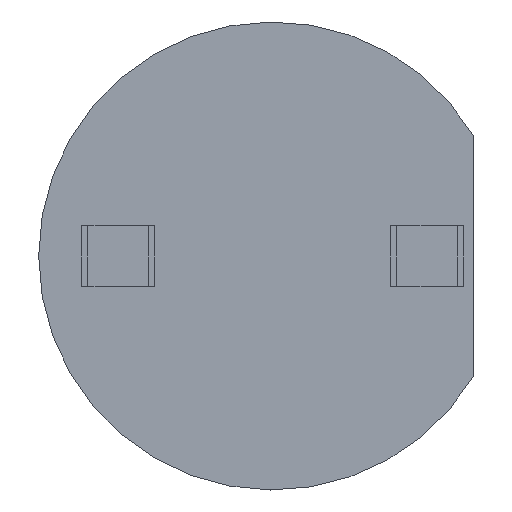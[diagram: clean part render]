
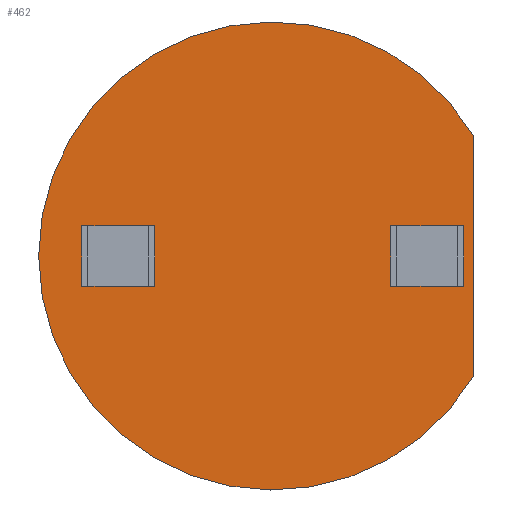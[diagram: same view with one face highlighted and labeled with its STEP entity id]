
A CAD part, front view. The second image highlights one B-rep face of the part: STEP entity #462.
In plain terms, the highlighted planar face has unit normal (0, -1, 0).
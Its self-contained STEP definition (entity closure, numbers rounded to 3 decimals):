
#27=CIRCLE('',#512,1.925);
#37=FACE_OUTER_BOUND('',#68,.T.);
#68=EDGE_LOOP('',(#313,#314));
#102=LINE('',#691,#155);
#155=VECTOR('',#556,10.);
#206=VERTEX_POINT('',#685);
#208=VERTEX_POINT('',#689);
#250=EDGE_CURVE('',#206,#208,#102,.T.);
#251=EDGE_CURVE('',#208,#206,#27,.T.);
#313=ORIENTED_EDGE('',*,*,#250,.T.);
#314=ORIENTED_EDGE('',*,*,#251,.T.);
#434=PLANE('',#511);
#462=ADVANCED_FACE('',(#37),#434,.T.);
#511=AXIS2_PLACEMENT_3D('',#692,#557,#558);
#512=AXIS2_PLACEMENT_3D('',#693,#559,#560);
#556=DIRECTION('',(0.,0.,1.));
#557=DIRECTION('center_axis',(0.,-1.,0.));
#558=DIRECTION('ref_axis',(-1.,0.,0.));
#559=DIRECTION('center_axis',(0.,-1.,0.));
#560=DIRECTION('ref_axis',(1.,0.,0.));
#685=CARTESIAN_POINT('',(1.65,5.3,-0.991));
#689=CARTESIAN_POINT('',(1.65,5.3,0.991));
#691=CARTESIAN_POINT('',(1.65,5.3,-1.5));
#692=CARTESIAN_POINT('Origin',(0.,5.3,0.));
#693=CARTESIAN_POINT('Origin',(0.,5.3,0.));
